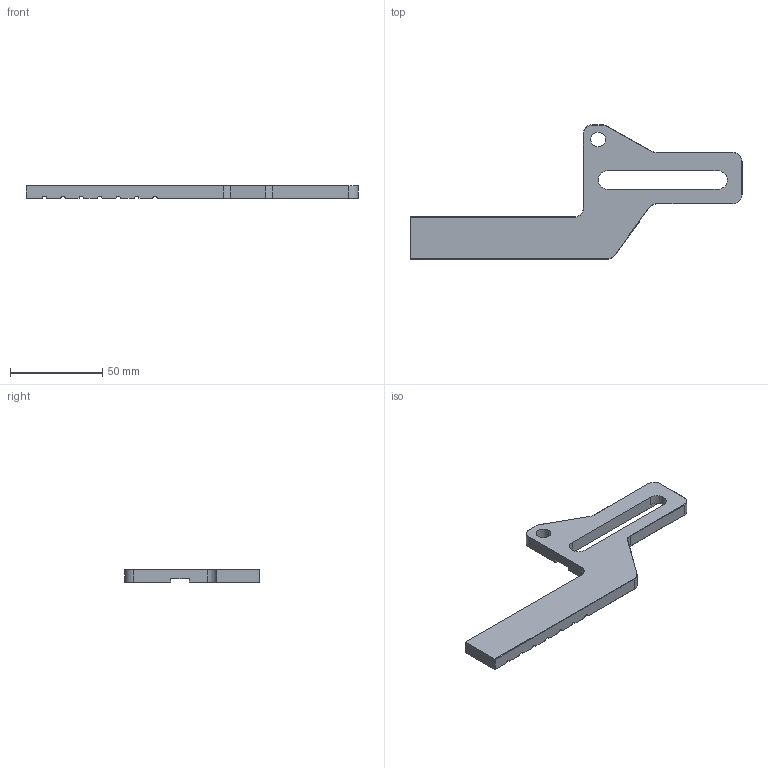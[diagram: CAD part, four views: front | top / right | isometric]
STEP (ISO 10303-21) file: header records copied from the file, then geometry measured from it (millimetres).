
FILE_DESCRIPTION(/* description */ (''),/* implementation_level */ '2;1');
FILE_NAME(/* name */ 'ea184f69-26f3-4846-ab57-4a4fff5e6973.stp',/* time_stamp */ '2018-06-28T14:28:15+02:00',/* author */ (''),/* organization */ (''),/* preprocessor_version */ 'ST-DEVELOPER v17',/* originating_system */ 'Autodesk Translation Framework v7.1.0.215',/* authorisation */ '');
FILE_SCHEMA (('AUTOMOTIVE_DESIGN { 1 0 10303 214 3 1 1 }'));
Length unit declared in the file: millimetre
Products named in the file (1): Droupout Ga
Bounding box: 180 x 73 x 7 mm (x, y, z)
Volume: 34201.3 mm3; surface area: 14608 mm2
Topology: 1 solids, 1 shells, 98 faces, 259 edges, 162 vertices
Faces by surface type: plane 60, cone 20, cylinder 18
Full cylindrical faces by diameter (mm): 8 x1
Entity records: 3048 total; most frequent: DIRECTION 537, CARTESIAN_POINT 528, ORIENTED_EDGE 518, EDGE_CURVE 259, AXIS2_PLACEMENT_3D 183, LINE 171, VECTOR 171, VERTEX_POINT 162
